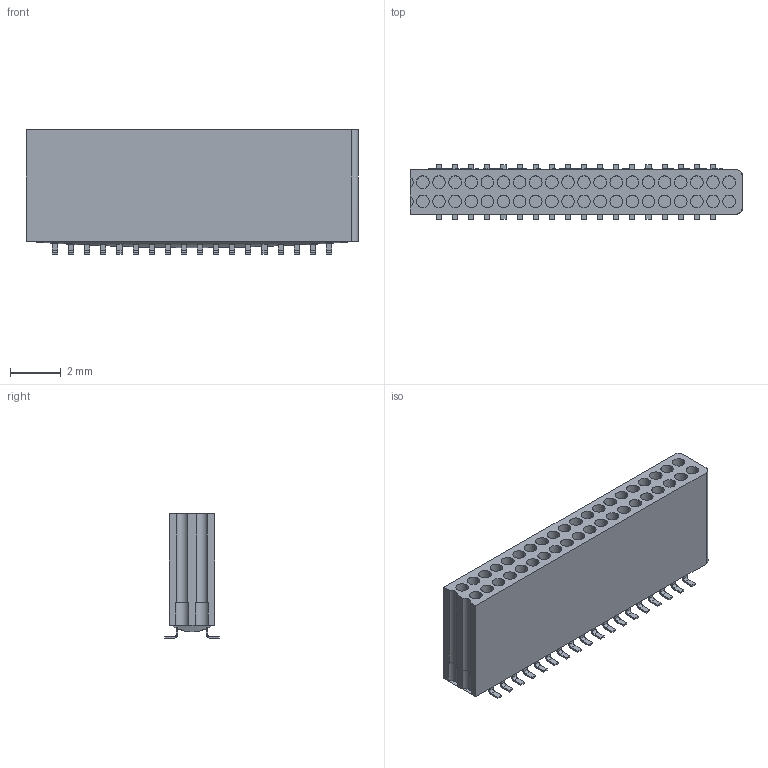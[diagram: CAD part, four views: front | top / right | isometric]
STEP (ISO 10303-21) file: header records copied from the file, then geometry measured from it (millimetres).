
FILE_DESCRIPTION (( 'STEP AP214' ), '1' );
FILE_NAME ('A79026-001 REV E.STEP', '2015-11-06T12:18:01', ( '' ), ( '' ), 'SwSTEP 2.0', 'SolidWorks 2015', '' );
FILE_SCHEMA (( 'AUTOMOTIVE_DESIGN' ));
Length unit declared in the file: inch
Products named in the file (1): A79026-001
Bounding box: 13.08 x 2.16 x 4.9 mm (x, y, z)
Volume: 68.5 mm3; surface area: 482 mm2
Topology: 1 solids, 1 shells, 749 faces, 1879 edges, 1245 vertices
Faces by surface type: plane 455, cylinder 242, bspline 52
Entity records: 25059 total; most frequent: CARTESIAN_POINT 6970, ORIENTED_EDGE 3750, DIRECTION 3659, EDGE_CURVE 1875, VERTEX_POINT 1245, AXIS2_PLACEMENT_3D 1244, LINE 1171, VECTOR 1171
